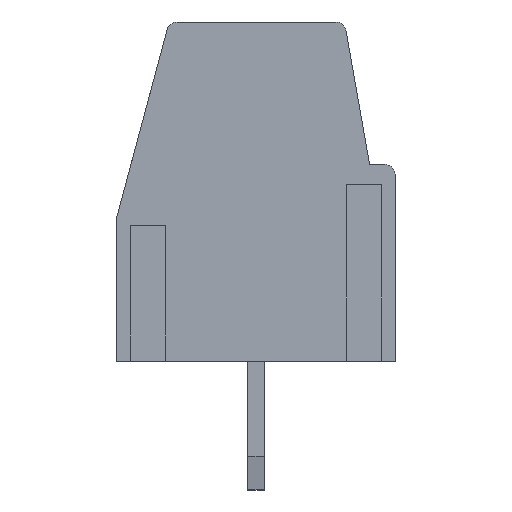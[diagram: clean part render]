
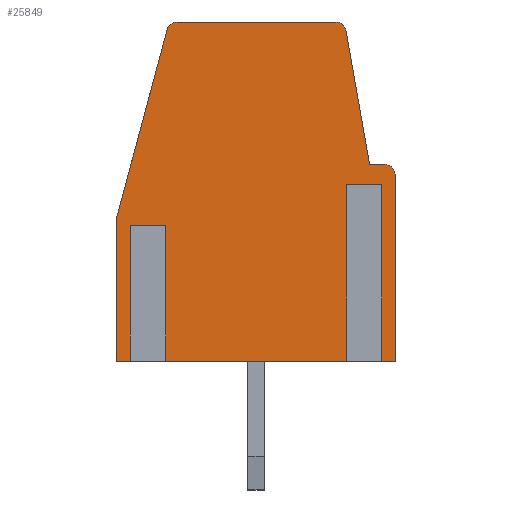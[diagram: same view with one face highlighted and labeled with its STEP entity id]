
A CAD part, left-side view. The second image highlights one B-rep face of the part: STEP entity #25849.
In plain terms, the highlighted planar face has unit normal (-1, 0, 0).
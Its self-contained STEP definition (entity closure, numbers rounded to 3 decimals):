
#23454 = EDGE_CURVE('',#23455,#23457,#23459,.T.);
#23455 = VERTEX_POINT('',#23456);
#23456 = CARTESIAN_POINT('',(-55.879,2.626,9.792));
#23457 = VERTEX_POINT('',#23458);
#23458 = CARTESIAN_POINT('',(-55.879,2.336,10.014));
#23459 = CIRCLE('',#23460,0.3);
#23460 = AXIS2_PLACEMENT_3D('',#23461,#23462,#23463);
#23461 = CARTESIAN_POINT('',(-55.879,2.336,9.714));
#23462 = DIRECTION('',(1.,0.,0.));
#23463 = DIRECTION('',(0.,1.,0.));
#24015 = VERTEX_POINT('',#24016);
#24016 = CARTESIAN_POINT('',(-55.879,-4.093,0.014));
#24022 = EDGE_CURVE('',#24015,#24023,#24025,.T.);
#24023 = VERTEX_POINT('',#24024);
#24024 = CARTESIAN_POINT('',(-55.879,-3.481,0.014));
#24025 = LINE('',#24026,#24027);
#24026 = CARTESIAN_POINT('',(-55.879,-4.093,0.014));
#24027 = VECTOR('',#24028,1.);
#24028 = DIRECTION('',(0.,1.,0.));
#24047 = VERTEX_POINT('',#24048);
#24048 = CARTESIAN_POINT('',(-55.879,-2.881,0.014));
#24054 = EDGE_CURVE('',#24047,#24055,#24057,.T.);
#24055 = VERTEX_POINT('',#24056);
#24056 = CARTESIAN_POINT('',(-55.879,2.894,0.014));
#24057 = LINE('',#24058,#24059);
#24058 = CARTESIAN_POINT('',(-55.879,-4.093,0.014));
#24059 = VECTOR('',#24060,1.);
#24060 = DIRECTION('',(0.,1.,0.));
#24079 = VERTEX_POINT('',#24080);
#24080 = CARTESIAN_POINT('',(-55.879,3.494,0.014));
#24086 = EDGE_CURVE('',#24079,#24087,#24089,.T.);
#24087 = VERTEX_POINT('',#24088);
#24088 = CARTESIAN_POINT('',(-55.879,4.107,0.014));
#24089 = LINE('',#24090,#24091);
#24090 = CARTESIAN_POINT('',(-55.879,-4.093,0.014));
#24091 = VECTOR('',#24092,1.);
#24092 = DIRECTION('',(0.,1.,0.));
#25181 = VERTEX_POINT('',#25182);
#25182 = CARTESIAN_POINT('',(-55.879,4.107,4.264));
#25188 = EDGE_CURVE('',#25181,#23455,#25189,.T.);
#25189 = LINE('',#25190,#25191);
#25190 = CARTESIAN_POINT('',(-55.879,4.107,4.264));
#25191 = VECTOR('',#25192,1.);
#25192 = DIRECTION('',(0.,-0.259,0.966));
#25203 = EDGE_CURVE('',#24087,#25181,#25204,.T.);
#25204 = LINE('',#25205,#25206);
#25205 = CARTESIAN_POINT('',(-55.879,4.107,0.014));
#25206 = VECTOR('',#25207,1.);
#25207 = DIRECTION('',(0.,0.,1.));
#25849 = ADVANCED_FACE('',(#25850),#25950,.F.);
#25850 = FACE_BOUND('',#25851,.T.);
#25851 = EDGE_LOOP('',(#25852,#25860,#25868,#25874,#25875,#25883,#25892,
    #25900,#25908,#25917,#25923,#25924,#25925,#25926,#25927,#25935,
    #25943,#25949));
#25852 = ORIENTED_EDGE('',*,*,#25853,.F.);
#25853 = EDGE_CURVE('',#25854,#24047,#25856,.T.);
#25854 = VERTEX_POINT('',#25855);
#25855 = CARTESIAN_POINT('',(-55.879,-2.881,5.214));
#25856 = LINE('',#25857,#25858);
#25857 = CARTESIAN_POINT('',(-55.879,-2.881,5.814));
#25858 = VECTOR('',#25859,1.);
#25859 = DIRECTION('',(0.,0.,-1.));
#25860 = ORIENTED_EDGE('',*,*,#25861,.F.);
#25861 = EDGE_CURVE('',#25862,#25854,#25864,.T.);
#25862 = VERTEX_POINT('',#25863);
#25863 = CARTESIAN_POINT('',(-55.879,-3.481,5.214));
#25864 = LINE('',#25865,#25866);
#25865 = CARTESIAN_POINT('',(-55.879,-4.093,5.214));
#25866 = VECTOR('',#25867,1.);
#25867 = DIRECTION('',(0.,1.,0.));
#25868 = ORIENTED_EDGE('',*,*,#25869,.F.);
#25869 = EDGE_CURVE('',#24023,#25862,#25870,.T.);
#25870 = LINE('',#25871,#25872);
#25871 = CARTESIAN_POINT('',(-55.879,-3.481,5.814));
#25872 = VECTOR('',#25873,1.);
#25873 = DIRECTION('',(0.,0.,1.));
#25874 = ORIENTED_EDGE('',*,*,#24022,.F.);
#25875 = ORIENTED_EDGE('',*,*,#25876,.F.);
#25876 = EDGE_CURVE('',#25877,#24015,#25879,.T.);
#25877 = VERTEX_POINT('',#25878);
#25878 = CARTESIAN_POINT('',(-55.879,-4.093,5.514));
#25879 = LINE('',#25880,#25881);
#25880 = CARTESIAN_POINT('',(-55.879,-4.093,5.814));
#25881 = VECTOR('',#25882,1.);
#25882 = DIRECTION('',(0.,0.,-1.));
#25883 = ORIENTED_EDGE('',*,*,#25884,.F.);
#25884 = EDGE_CURVE('',#25885,#25877,#25887,.T.);
#25885 = VERTEX_POINT('',#25886);
#25886 = CARTESIAN_POINT('',(-55.879,-3.793,5.814));
#25887 = CIRCLE('',#25888,0.3);
#25888 = AXIS2_PLACEMENT_3D('',#25889,#25890,#25891);
#25889 = CARTESIAN_POINT('',(-55.879,-3.793,5.514));
#25890 = DIRECTION('',(1.,0.,0.));
#25891 = DIRECTION('',(0.,1.,0.));
#25892 = ORIENTED_EDGE('',*,*,#25893,.F.);
#25893 = EDGE_CURVE('',#25894,#25885,#25896,.T.);
#25894 = VERTEX_POINT('',#25895);
#25895 = CARTESIAN_POINT('',(-55.879,-3.343,5.814));
#25896 = LINE('',#25897,#25898);
#25897 = CARTESIAN_POINT('',(-55.879,-3.343,5.814));
#25898 = VECTOR('',#25899,1.);
#25899 = DIRECTION('',(0.,-1.,0.));
#25900 = ORIENTED_EDGE('',*,*,#25901,.F.);
#25901 = EDGE_CURVE('',#25902,#25894,#25904,.T.);
#25902 = VERTEX_POINT('',#25903);
#25903 = CARTESIAN_POINT('',(-55.879,-2.646,9.766));
#25904 = LINE('',#25905,#25906);
#25905 = CARTESIAN_POINT('',(-55.879,-2.646,9.766));
#25906 = VECTOR('',#25907,1.);
#25907 = DIRECTION('',(0.,-0.174,-0.985));
#25908 = ORIENTED_EDGE('',*,*,#25909,.F.);
#25909 = EDGE_CURVE('',#25910,#25902,#25912,.T.);
#25910 = VERTEX_POINT('',#25911);
#25911 = CARTESIAN_POINT('',(-55.879,-2.351,10.014));
#25912 = CIRCLE('',#25913,0.3);
#25913 = AXIS2_PLACEMENT_3D('',#25914,#25915,#25916);
#25914 = CARTESIAN_POINT('',(-55.879,-2.351,9.714));
#25915 = DIRECTION('',(1.,0.,0.));
#25916 = DIRECTION('',(0.,1.,0.));
#25917 = ORIENTED_EDGE('',*,*,#25918,.F.);
#25918 = EDGE_CURVE('',#23457,#25910,#25919,.T.);
#25919 = LINE('',#25920,#25921);
#25920 = CARTESIAN_POINT('',(-55.879,-4.093,10.014));
#25921 = VECTOR('',#25922,1.);
#25922 = DIRECTION('',(0.,-1.,0.));
#25923 = ORIENTED_EDGE('',*,*,#23454,.F.);
#25924 = ORIENTED_EDGE('',*,*,#25188,.F.);
#25925 = ORIENTED_EDGE('',*,*,#25203,.F.);
#25926 = ORIENTED_EDGE('',*,*,#24086,.F.);
#25927 = ORIENTED_EDGE('',*,*,#25928,.F.);
#25928 = EDGE_CURVE('',#25929,#24079,#25931,.T.);
#25929 = VERTEX_POINT('',#25930);
#25930 = CARTESIAN_POINT('',(-55.879,3.494,4.014));
#25931 = LINE('',#25932,#25933);
#25932 = CARTESIAN_POINT('',(-55.879,3.494,5.814));
#25933 = VECTOR('',#25934,1.);
#25934 = DIRECTION('',(0.,0.,-1.));
#25935 = ORIENTED_EDGE('',*,*,#25936,.F.);
#25936 = EDGE_CURVE('',#25937,#25929,#25939,.T.);
#25937 = VERTEX_POINT('',#25938);
#25938 = CARTESIAN_POINT('',(-55.879,2.894,4.014));
#25939 = LINE('',#25940,#25941);
#25940 = CARTESIAN_POINT('',(-55.879,-4.093,4.014));
#25941 = VECTOR('',#25942,1.);
#25942 = DIRECTION('',(0.,1.,0.));
#25943 = ORIENTED_EDGE('',*,*,#25944,.F.);
#25944 = EDGE_CURVE('',#24055,#25937,#25945,.T.);
#25945 = LINE('',#25946,#25947);
#25946 = CARTESIAN_POINT('',(-55.879,2.894,5.814));
#25947 = VECTOR('',#25948,1.);
#25948 = DIRECTION('',(0.,0.,1.));
#25949 = ORIENTED_EDGE('',*,*,#24054,.F.);
#25950 = PLANE('',#25951);
#25951 = AXIS2_PLACEMENT_3D('',#25952,#25953,#25954);
#25952 = CARTESIAN_POINT('',(-55.879,-4.093,5.814));
#25953 = DIRECTION('',(1.,0.,0.));
#25954 = DIRECTION('',(0.,1.,0.));
